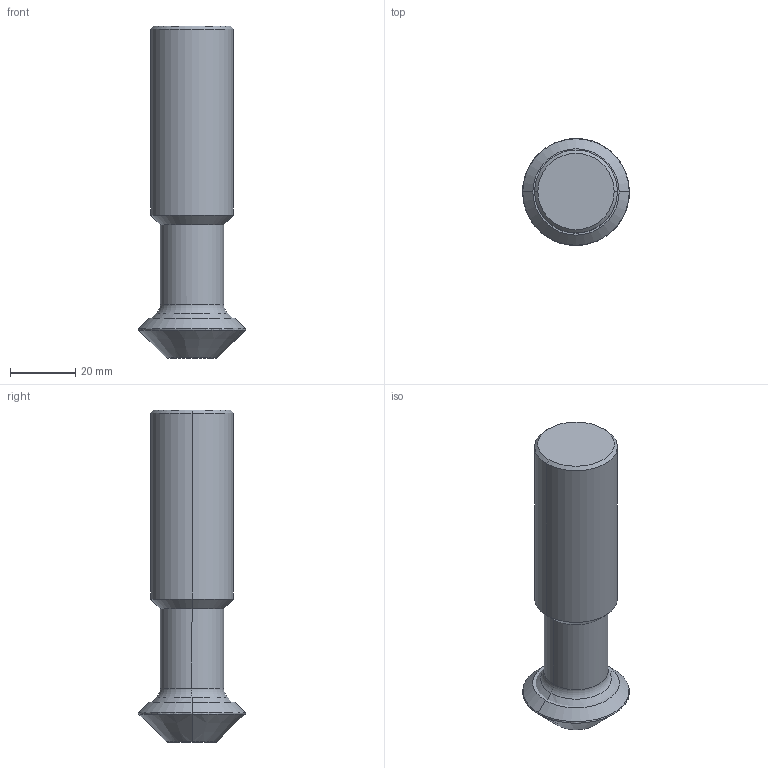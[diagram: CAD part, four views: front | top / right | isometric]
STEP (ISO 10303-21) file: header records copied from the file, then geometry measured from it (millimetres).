
FILE_DESCRIPTION(/* description */ (''),/* implementation_level */ '2;1');
FILE_NAME(/* name */ 'CFSPR101W16_IR0_016.stp',/* time_stamp */ '2025-07-08T15:39:19+09:00',/* author */ (''),/* organization */ (''),/* preprocessor_version */ 'ST-DEVELOPER v18.101',/* originating_system */ 'SIEMENS PLM Software NX 2011',/* authorisation */ '');
FILE_SCHEMA (('AUTOMOTIVE_DESIGN { 1 0 10303 214 3 1 1 1 }'));
Length unit declared in the file: millimetre
Products named in the file (1): CFSPR101W16_IR0_016_ASM
Bounding box: 32.84 x 32.84 x 101.76 mm (x, y, z)
Volume: 51142.7 mm3; surface area: 10821.5 mm2
Topology: 2 solids, 2 shells, 31 faces, 80 edges, 59 vertices
Faces by surface type: cone 16, torus 6, cylinder 6, plane 3
Entity records: 1067 total; most frequent: CARTESIAN_POINT 197, DIRECTION 193, ORIENTED_EDGE 136, AXIS2_PLACEMENT_3D 83, EDGE_CURVE 68, CIRCLE 44, VERTEX_POINT 42, EDGE_LOOP 32
